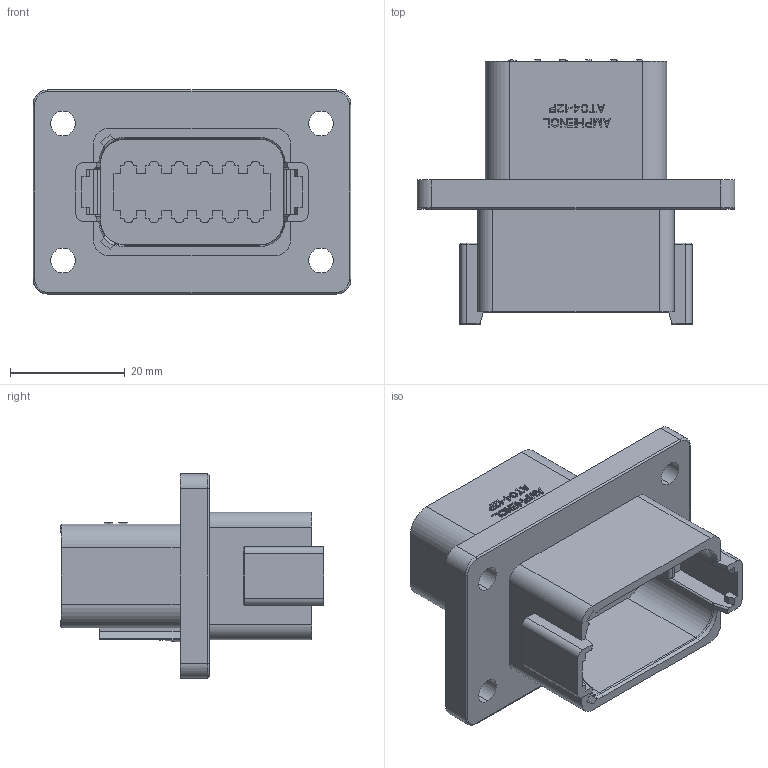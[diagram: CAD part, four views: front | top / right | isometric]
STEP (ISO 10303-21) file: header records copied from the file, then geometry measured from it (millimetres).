
FILE_DESCRIPTION((''),'2;1');
FILE_NAME('PL000229-B','2018-11-01T',('Administrator'),(''),'PRO/ENGINEER BY PARAMETRIC TECHNOLOGY CORPORATION, 2016360','PRO/ENGINEER BY PARAMETRIC TECHNOLOGY CORPORATION, 2016360','');
FILE_SCHEMA(('CONFIG_CONTROL_DESIGN'));
Length unit declared in the file: millimetre
Products named in the file (1): PL000229-B
Bounding box: 55.4 x 46 x 35.56 mm (x, y, z)
Volume: 24455.5 mm3; surface area: 11494.4 mm2
Topology: 1 solids, 1 shells, 1321 faces, 3668 edges, 2428 vertices
Faces by surface type: plane 1091, cylinder 105, extrusion 66, torus 40, bspline 12, cone 7
Entity records: 42476 total; most frequent: CARTESIAN_POINT 8690, ORIENTED_EDGE 7336, DIRECTION 6328, EDGE_CURVE 3668, VECTOR 3256, LINE 3190, VERTEX_POINT 2428, AXIS2_PLACEMENT_3D 1536
